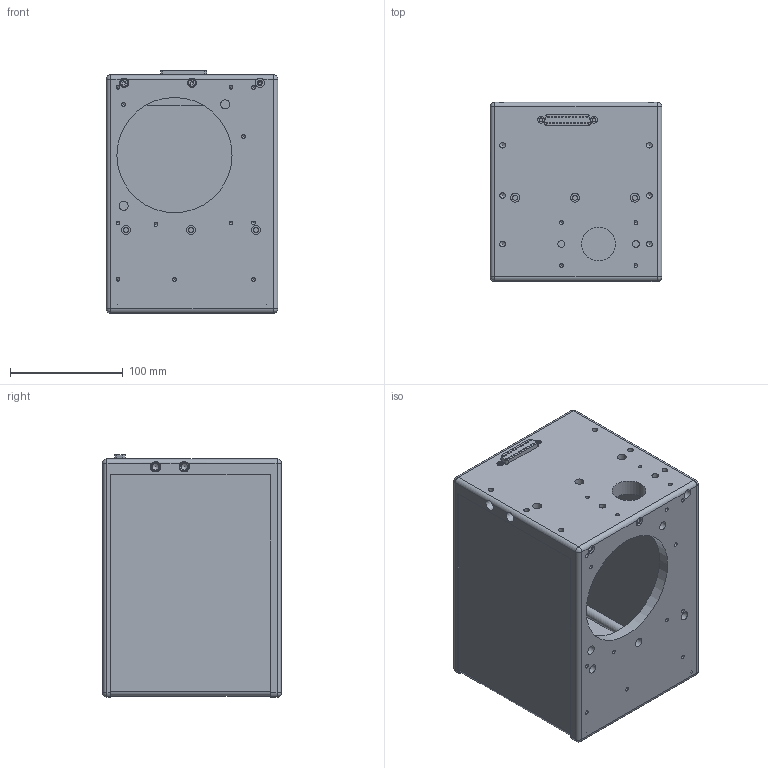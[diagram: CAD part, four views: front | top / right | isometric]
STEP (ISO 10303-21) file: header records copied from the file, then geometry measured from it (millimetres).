
FILE_DESCRIPTION (( 'STEP AP203' ), '1' );
FILE_NAME ('30L蚾饜K.STEP', '2018-11-28T10:07:07', ( 'Windows 蚚誧' ), ( '' ), 'SwSTEP 2.0', 'SolidWorks 2016', '' );
FILE_SCHEMA (( 'CONFIG_CONTROL_DESIGN' ));
Length unit declared in the file: millimetre
Products named in the file (1): 30L蚾饜K
Bounding box: 152 x 158.5 x 214.5 mm (x, y, z)
Volume: 841299 mm3; surface area: 351308.9 mm2
Topology: 8 solids, 12 shells, 480 faces, 1153 edges, 720 vertices
Faces by surface type: plane 202, cylinder 197, cone 56, bspline 12, sphere 8, torus 5
Full cylindrical faces by diameter (mm): 1.3 x25, 2.05 x4, 3.05 x2, 3.2 x2, 3.3 x23, 3.7 x2, 3.9 x2, 4 x13, 4.5 x13, 5 x6, 6 x6, 6.8 x1, 7 x5, 7.9 x2, 8 x15, 9 x2, 30 x1, 102 x1
Entity records: 13254 total; most frequent: CARTESIAN_POINT 2799, DIRECTION 2245, ORIENTED_EDGE 1796, AXIS2_PLACEMENT_3D 915, EDGE_CURVE 898, EDGE_LOOP 789, VERTEX_POINT 659, FACE_OUTER_BOUND 610
